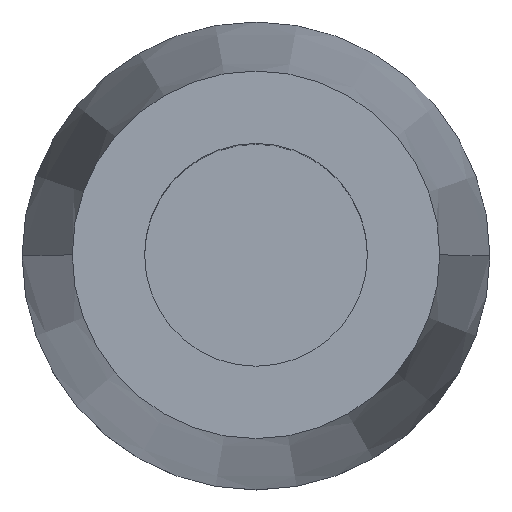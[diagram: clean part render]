
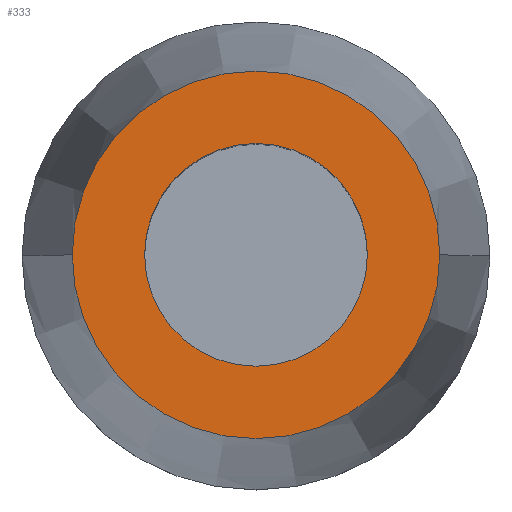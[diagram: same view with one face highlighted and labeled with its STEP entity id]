
A CAD part, top view. The second image highlights one B-rep face of the part: STEP entity #333.
In plain terms, the highlighted planar face has unit normal (0, 0, 1).
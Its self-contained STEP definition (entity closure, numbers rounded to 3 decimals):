
#34 = FACE_OUTER_BOUND ( 'NONE', #1454, .T. ) ;
#330 = ORIENTED_EDGE ( 'NONE', *, *, #567, .F. ) ;
#333 = ADVANCED_FACE ( 'NONE', ( #1953, #34 ), #2513, .T. ) ;
#476 = CIRCLE ( 'NONE', #4315, 16.5 ) ;
#567 = EDGE_CURVE ( 'NONE', #1724, #3970, #3487, .T. ) ;
#931 = CIRCLE ( 'NONE', #2173, 10. ) ;
#969 = CIRCLE ( 'NONE', #2541, 10. ) ;
#1048 = CARTESIAN_POINT ( 'NONE',  ( -10., 0., 85. ) ) ;
#1086 = CARTESIAN_POINT ( 'NONE',  ( 16.5, 0., 85. ) ) ;
#1200 = DIRECTION ( 'NONE',  ( -1., 0., 0. ) ) ;
#1209 = DIRECTION ( 'NONE',  ( 0., 0., -1. ) ) ;
#1215 = CARTESIAN_POINT ( 'NONE',  ( 0., 0., 85. ) ) ;
#1256 = DIRECTION ( 'NONE',  ( 0., 0., -1. ) ) ;
#1454 = EDGE_LOOP ( 'NONE', ( #330, #2119 ) ) ;
#1673 = CARTESIAN_POINT ( 'NONE',  ( 10., 0., 85. ) ) ;
#1724 = VERTEX_POINT ( 'NONE', #3878 ) ;
#1853 = EDGE_LOOP ( 'NONE', ( #3131, #3967 ) ) ;
#1935 = DIRECTION ( 'NONE',  ( 0., 0., -1. ) ) ;
#1953 = FACE_BOUND ( 'NONE', #1853, .T. ) ;
#2030 = EDGE_CURVE ( 'NONE', #4503, #4218, #931, .T. ) ;
#2119 = ORIENTED_EDGE ( 'NONE', *, *, #3263, .F. ) ;
#2173 = AXIS2_PLACEMENT_3D ( 'NONE', #2904, #2899, #2886 ) ;
#2333 = DIRECTION ( 'NONE',  ( 1., 0., 0. ) ) ;
#2346 = DIRECTION ( 'NONE',  ( 0., 0., 1. ) ) ;
#2496 = AXIS2_PLACEMENT_3D ( 'NONE', #2580, #2346, #2333 ) ;
#2513 = PLANE ( 'NONE',  #2496 ) ;
#2541 = AXIS2_PLACEMENT_3D ( 'NONE', #3340, #1256, #3692 ) ;
#2580 = CARTESIAN_POINT ( 'NONE',  ( 0., 16.5, 85. ) ) ;
#2886 = DIRECTION ( 'NONE',  ( -1., 0., 0. ) ) ;
#2899 = DIRECTION ( 'NONE',  ( 0., 0., -1. ) ) ;
#2904 = CARTESIAN_POINT ( 'NONE',  ( 0., 0., 85. ) ) ;
#3131 = ORIENTED_EDGE ( 'NONE', *, *, #2030, .T. ) ;
#3263 = EDGE_CURVE ( 'NONE', #3970, #1724, #476, .T. ) ;
#3340 = CARTESIAN_POINT ( 'NONE',  ( 0., 0., 85. ) ) ;
#3487 = CIRCLE ( 'NONE', #3879, 16.5 ) ;
#3692 = DIRECTION ( 'NONE',  ( -1., 0., 0. ) ) ;
#3702 = EDGE_CURVE ( 'NONE', #4218, #4503, #969, .T. ) ;
#3878 = CARTESIAN_POINT ( 'NONE',  ( -16.5, 0., 85. ) ) ;
#3879 = AXIS2_PLACEMENT_3D ( 'NONE', #1215, #1209, #1200 ) ;
#3967 = ORIENTED_EDGE ( 'NONE', *, *, #3702, .T. ) ;
#3970 = VERTEX_POINT ( 'NONE', #1086 ) ;
#3993 = CARTESIAN_POINT ( 'NONE',  ( 0., 0., 85. ) ) ;
#4218 = VERTEX_POINT ( 'NONE', #1673 ) ;
#4315 = AXIS2_PLACEMENT_3D ( 'NONE', #3993, #1935, #4341 ) ;
#4341 = DIRECTION ( 'NONE',  ( -1., 0., 0. ) ) ;
#4503 = VERTEX_POINT ( 'NONE', #1048 ) ;
